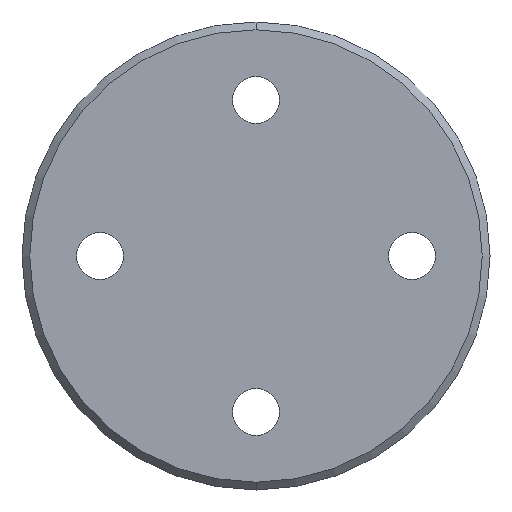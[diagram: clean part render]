
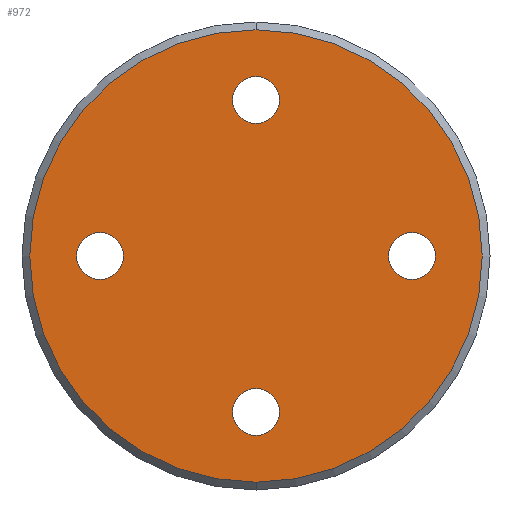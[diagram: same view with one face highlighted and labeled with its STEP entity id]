
A CAD part, front view. The second image highlights one B-rep face of the part: STEP entity #972.
In plain terms, the highlighted planar face has unit normal (0, -1, 0).
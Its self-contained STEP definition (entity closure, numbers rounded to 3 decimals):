
#9 = CARTESIAN_POINT ( 'NONE',  ( 10., 0., 1.5 ) ) ;
#15 = CARTESIAN_POINT ( 'NONE',  ( 0., 0., 0. ) ) ;
#18 = AXIS2_PLACEMENT_3D ( 'NONE', #1263, #238, #696 ) ;
#34 = CARTESIAN_POINT ( 'NONE',  ( 0., 0., -11.5 ) ) ;
#38 = DIRECTION ( 'NONE',  ( 0., 1., 0. ) ) ;
#44 = AXIS2_PLACEMENT_3D ( 'NONE', #596, #38, #947 ) ;
#47 = DIRECTION ( 'NONE',  ( 0., 0., 1. ) ) ;
#74 = CARTESIAN_POINT ( 'NONE',  ( -10., 0., 0. ) ) ;
#78 = EDGE_CURVE ( 'NONE', #890, #1320, #1314, .T. ) ;
#83 = CIRCLE ( 'NONE', #657, 1.5 ) ;
#92 = CARTESIAN_POINT ( 'NONE',  ( 0., 0., -8.5 ) ) ;
#96 = DIRECTION ( 'NONE',  ( 0., 0., 1. ) ) ;
#97 = DIRECTION ( 'NONE',  ( 0., 1., 0. ) ) ;
#148 = VERTEX_POINT ( 'NONE', #328 ) ;
#152 = FACE_BOUND ( 'NONE', #1048, .T. ) ;
#154 = ORIENTED_EDGE ( 'NONE', *, *, #377, .T. ) ;
#164 = EDGE_CURVE ( 'NONE', #1339, #855, #333, .T. ) ;
#169 = CARTESIAN_POINT ( 'NONE',  ( -10., 0., -1.5 ) ) ;
#174 = VERTEX_POINT ( 'NONE', #92 ) ;
#177 = EDGE_CURVE ( 'NONE', #1320, #890, #1410, .T. ) ;
#204 = CIRCLE ( 'NONE', #680, 1.5 ) ;
#210 = AXIS2_PLACEMENT_3D ( 'NONE', #1403, #271, #728 ) ;
#215 = VERTEX_POINT ( 'NONE', #34 ) ;
#238 = DIRECTION ( 'NONE',  ( 0., 1., 0. ) ) ;
#239 = DIRECTION ( 'NONE',  ( 0., 0., 1. ) ) ;
#271 = DIRECTION ( 'NONE',  ( 0., -1., 0. ) ) ;
#277 = CARTESIAN_POINT ( 'NONE',  ( 0., 0., -10. ) ) ;
#304 = CARTESIAN_POINT ( 'NONE',  ( -10., 0., 1.5 ) ) ;
#318 = AXIS2_PLACEMENT_3D ( 'NONE', #1432, #1081, #764 ) ;
#328 = CARTESIAN_POINT ( 'NONE',  ( 0., 0., 11.5 ) ) ;
#333 = CIRCLE ( 'NONE', #886, 14.5 ) ;
#377 = EDGE_CURVE ( 'NONE', #640, #148, #553, .T. ) ;
#388 = PLANE ( 'NONE',  #527 ) ;
#391 = ORIENTED_EDGE ( 'NONE', *, *, #164, .T. ) ;
#404 = DIRECTION ( 'NONE',  ( 0., 0., 1. ) ) ;
#413 = DIRECTION ( 'NONE',  ( 0., 0., 1. ) ) ;
#463 = EDGE_LOOP ( 'NONE', ( #1057, #1085 ) ) ;
#475 = CARTESIAN_POINT ( 'NONE',  ( 0., 0., -14.5 ) ) ;
#479 = EDGE_CURVE ( 'NONE', #855, #1339, #486, .T. ) ;
#485 = ORIENTED_EDGE ( 'NONE', *, *, #479, .T. ) ;
#486 = CIRCLE ( 'NONE', #210, 14.5 ) ;
#492 = VERTEX_POINT ( 'NONE', #169 ) ;
#521 = ORIENTED_EDGE ( 'NONE', *, *, #177, .T. ) ;
#527 = AXIS2_PLACEMENT_3D ( 'NONE', #952, #1416, #413 ) ;
#549 = ORIENTED_EDGE ( 'NONE', *, *, #561, .T. ) ;
#553 = CIRCLE ( 'NONE', #18, 1.5 ) ;
#554 = CARTESIAN_POINT ( 'NONE',  ( 10., 0., 0. ) ) ;
#561 = EDGE_CURVE ( 'NONE', #174, #215, #83, .T. ) ;
#588 = EDGE_CURVE ( 'NONE', #215, #174, #787, .T. ) ;
#596 = CARTESIAN_POINT ( 'NONE',  ( 10., 0., 0. ) ) ;
#616 = DIRECTION ( 'NONE',  ( 0., 1., 0. ) ) ;
#636 = FACE_BOUND ( 'NONE', #707, .T. ) ;
#640 = VERTEX_POINT ( 'NONE', #672 ) ;
#651 = CIRCLE ( 'NONE', #1046, 1.5 ) ;
#657 = AXIS2_PLACEMENT_3D ( 'NONE', #277, #1187, #47 ) ;
#672 = CARTESIAN_POINT ( 'NONE',  ( 0., 0., 8.5 ) ) ;
#680 = AXIS2_PLACEMENT_3D ( 'NONE', #74, #1006, #1207 ) ;
#695 = EDGE_CURVE ( 'NONE', #492, #1014, #204, .T. ) ;
#696 = DIRECTION ( 'NONE',  ( 0., 0., 1. ) ) ;
#707 = EDGE_LOOP ( 'NONE', ( #521, #1260 ) ) ;
#726 = DIRECTION ( 'NONE',  ( 0., -1., 0. ) ) ;
#728 = DIRECTION ( 'NONE',  ( 0., 0., 1. ) ) ;
#764 = DIRECTION ( 'NONE',  ( 0., 0., 1. ) ) ;
#779 = CIRCLE ( 'NONE', #318, 1.5 ) ;
#780 = CARTESIAN_POINT ( 'NONE',  ( -10., 0., 0. ) ) ;
#787 = CIRCLE ( 'NONE', #1022, 1.5 ) ;
#855 = VERTEX_POINT ( 'NONE', #1054 ) ;
#886 = AXIS2_PLACEMENT_3D ( 'NONE', #15, #726, #941 ) ;
#890 = VERTEX_POINT ( 'NONE', #9 ) ;
#909 = EDGE_LOOP ( 'NONE', ( #154, #994 ) ) ;
#910 = DIRECTION ( 'NONE',  ( 0., 1., 0. ) ) ;
#937 = CARTESIAN_POINT ( 'NONE',  ( 10., 0., -1.5 ) ) ;
#941 = DIRECTION ( 'NONE',  ( 0., 0., 1. ) ) ;
#947 = DIRECTION ( 'NONE',  ( 0., 0., 1. ) ) ;
#952 = CARTESIAN_POINT ( 'NONE',  ( 0., 0., 0. ) ) ;
#958 = FACE_OUTER_BOUND ( 'NONE', #1307, .T. ) ;
#965 = FACE_BOUND ( 'NONE', #463, .T. ) ;
#968 = CARTESIAN_POINT ( 'NONE',  ( 0., 0., -10. ) ) ;
#972 = ADVANCED_FACE ( 'NONE', ( #958, #152, #636, #1070, #965 ), #388, .F. ) ;
#994 = ORIENTED_EDGE ( 'NONE', *, *, #1052, .T. ) ;
#1006 = DIRECTION ( 'NONE',  ( 0., 1., 0. ) ) ;
#1014 = VERTEX_POINT ( 'NONE', #304 ) ;
#1022 = AXIS2_PLACEMENT_3D ( 'NONE', #968, #616, #404 ) ;
#1025 = AXIS2_PLACEMENT_3D ( 'NONE', #554, #97, #239 ) ;
#1046 = AXIS2_PLACEMENT_3D ( 'NONE', #780, #910, #96 ) ;
#1048 = EDGE_LOOP ( 'NONE', ( #1205, #549 ) ) ;
#1052 = EDGE_CURVE ( 'NONE', #148, #640, #779, .T. ) ;
#1054 = CARTESIAN_POINT ( 'NONE',  ( 0., 0., 14.5 ) ) ;
#1057 = ORIENTED_EDGE ( 'NONE', *, *, #695, .T. ) ;
#1070 = FACE_BOUND ( 'NONE', #909, .T. ) ;
#1081 = DIRECTION ( 'NONE',  ( 0., 1., 0. ) ) ;
#1085 = ORIENTED_EDGE ( 'NONE', *, *, #1108, .T. ) ;
#1108 = EDGE_CURVE ( 'NONE', #1014, #492, #651, .T. ) ;
#1187 = DIRECTION ( 'NONE',  ( 0., 1., 0. ) ) ;
#1205 = ORIENTED_EDGE ( 'NONE', *, *, #588, .T. ) ;
#1207 = DIRECTION ( 'NONE',  ( 0., 0., 1. ) ) ;
#1260 = ORIENTED_EDGE ( 'NONE', *, *, #78, .T. ) ;
#1263 = CARTESIAN_POINT ( 'NONE',  ( 0., 0., 10. ) ) ;
#1307 = EDGE_LOOP ( 'NONE', ( #485, #391 ) ) ;
#1314 = CIRCLE ( 'NONE', #44, 1.5 ) ;
#1320 = VERTEX_POINT ( 'NONE', #937 ) ;
#1339 = VERTEX_POINT ( 'NONE', #475 ) ;
#1403 = CARTESIAN_POINT ( 'NONE',  ( 0., 0., 0. ) ) ;
#1410 = CIRCLE ( 'NONE', #1025, 1.5 ) ;
#1416 = DIRECTION ( 'NONE',  ( 0., 1., 0. ) ) ;
#1432 = CARTESIAN_POINT ( 'NONE',  ( 0., 0., 10. ) ) ;
